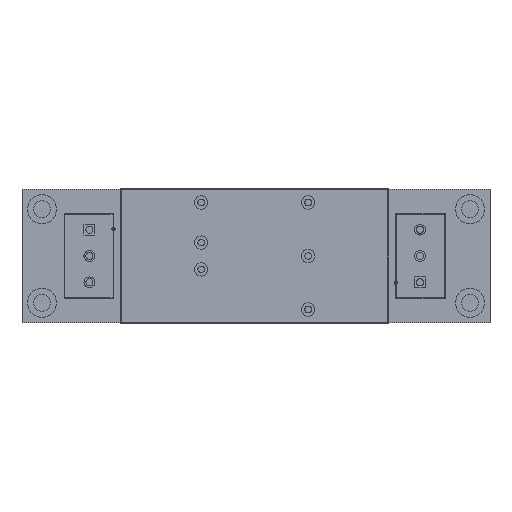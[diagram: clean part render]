
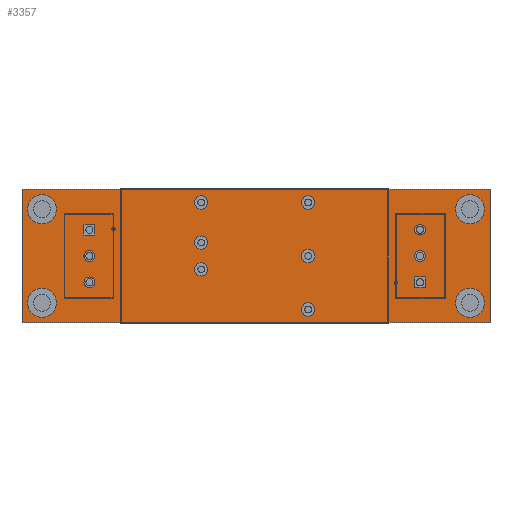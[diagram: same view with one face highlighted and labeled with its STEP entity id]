
A CAD part, top view. The second image highlights one B-rep face of the part: STEP entity #3357.
In plain terms, the highlighted planar face has unit normal (0, 0, 1).
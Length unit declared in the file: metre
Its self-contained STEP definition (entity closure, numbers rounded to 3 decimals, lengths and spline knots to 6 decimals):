
#2925 = EDGE_CURVE( '', #5162, #5163, #5164, .T. );
#3127 = EDGE_CURVE( '', #5456, #5457, #5458, .T. );
#3357 = ADVANCED_FACE( '', ( #5788 ), #5789, .F. );
#3437 = EDGE_CURVE( '', #5457, #5162, #5900, .T. );
#3605 = EDGE_CURVE( '', #5163, #5456, #6141, .T. );
#5162 = VERTEX_POINT( '', #7592 );
#5163 = VERTEX_POINT( '', #7593 );
#5164 = LINE( '', #7594, #7595 );
#5456 = VERTEX_POINT( '', #7985 );
#5457 = VERTEX_POINT( '', #7986 );
#5458 = LINE( '', #7987, #7988 );
#5788 = FACE_OUTER_BOUND( '', #8421, .T. );
#5789 = PLANE( '', #8422 );
#5900 = LINE( '', #8572, #8573 );
#6141 = LINE( '', #8873, #8874 );
#7592 = CARTESIAN_POINT( '', ( 0.0889, 0.0254, -0.000035 ) );
#7593 = CARTESIAN_POINT( '', ( 0., 0.0254, -0.000035 ) );
#7594 = CARTESIAN_POINT( '', ( 0.0889, 0.0254, -0.000035 ) );
#7595 = VECTOR( '', #10304, 1. );
#7985 = CARTESIAN_POINT( '', ( 0., 0., -0.000035 ) );
#7986 = CARTESIAN_POINT( '', ( 0.0889, 0., -0.000035 ) );
#7987 = CARTESIAN_POINT( '', ( 0., 0., -0.000035 ) );
#7988 = VECTOR( '', #10667, 1. );
#8421 = EDGE_LOOP( '', ( #11109, #11110, #11111, #11112 ) );
#8422 = AXIS2_PLACEMENT_3D( '', #11113, #11114, #11115 );
#8572 = CARTESIAN_POINT( '', ( 0.0889, 0., -0.000035 ) );
#8573 = VECTOR( '', #11259, 1. );
#8873 = CARTESIAN_POINT( '', ( 0., 0.0254, -0.000035 ) );
#8874 = VECTOR( '', #11629, 1. );
#10304 = DIRECTION( '', ( -1., 0., 0. ) );
#10667 = DIRECTION( '', ( 1., 0., 0. ) );
#11109 = ORIENTED_EDGE( '', *, *, #2925, .T. );
#11110 = ORIENTED_EDGE( '', *, *, #3605, .T. );
#11111 = ORIENTED_EDGE( '', *, *, #3127, .T. );
#11112 = ORIENTED_EDGE( '', *, *, #3437, .T. );
#11113 = CARTESIAN_POINT( '', ( 0.0889, 0.0254, -0.000035 ) );
#11114 = DIRECTION( '', ( 0., 0., -1. ) );
#11115 = DIRECTION( '', ( 0., -1., 0. ) );
#11259 = DIRECTION( '', ( 0., 1., 0. ) );
#11629 = DIRECTION( '', ( 0., -1., 0. ) );
